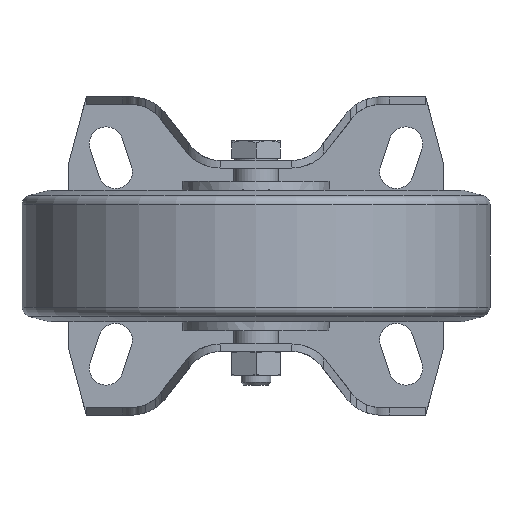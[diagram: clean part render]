
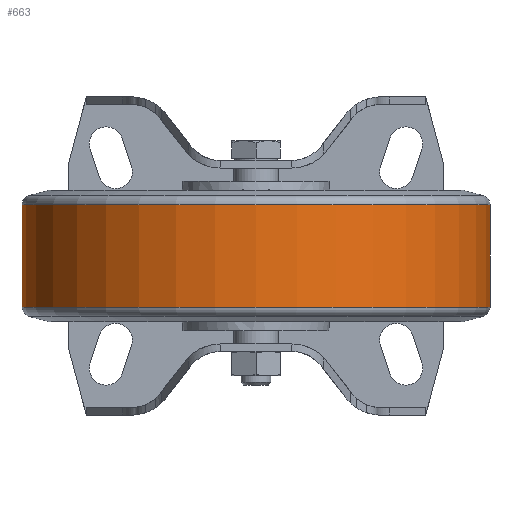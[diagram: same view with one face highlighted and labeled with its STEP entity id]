
A CAD part, front view. The second image highlights one B-rep face of the part: STEP entity #663.
In plain terms, the highlighted cylindrical face has radius 62.5 mm (diameter 125 mm), a full revolution.
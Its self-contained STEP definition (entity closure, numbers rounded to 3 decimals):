
#663 = ADVANCED_FACE( '', ( #1505, #1506 ), #1507, .T. );
#1505 = FACE_OUTER_BOUND( '', #2629, .T. );
#1506 = FACE_OUTER_BOUND( '', #2630, .T. );
#1507 = CYLINDRICAL_SURFACE( '', #2631, 62.5 );
#2629 = EDGE_LOOP( '', ( #4223 ) );
#2630 = EDGE_LOOP( '', ( #4224 ) );
#2631 = AXIS2_PLACEMENT_3D( '', #4225, #4226, #4227 );
#4223 = ORIENTED_EDGE( '', *, *, #6928, .T. );
#4224 = ORIENTED_EDGE( '', *, *, #6892, .F. );
#4225 = CARTESIAN_POINT( '', ( 37.5, 0., 0. ) );
#4226 = DIRECTION( '', ( -1., 0., 0. ) );
#4227 = DIRECTION( '', ( 0., 0., -1. ) );
#6892 = EDGE_CURVE( '', #8305, #8305, #8306, .T. );
#6928 = EDGE_CURVE( '', #8364, #8364, #8365, .T. );
#8305 = VERTEX_POINT( '', #10442 );
#8306 = CIRCLE( '', #10443, 62.5 );
#8364 = VERTEX_POINT( '', #10528 );
#8365 = CIRCLE( '', #10529, 62.5 );
#10442 = CARTESIAN_POINT( '', ( 33.706, 0., -62.5 ) );
#10443 = AXIS2_PLACEMENT_3D( '', #12752, #12753, #12754 );
#10528 = CARTESIAN_POINT( '', ( 6.294, 0., -62.5 ) );
#10529 = AXIS2_PLACEMENT_3D( '', #12794, #12795, #12796 );
#12752 = CARTESIAN_POINT( '', ( 33.706, 0., 0. ) );
#12753 = DIRECTION( '', ( 1., 0., 0. ) );
#12754 = DIRECTION( '', ( 0., 0., -1. ) );
#12794 = CARTESIAN_POINT( '', ( 6.294, 0., 0. ) );
#12795 = DIRECTION( '', ( 1., 0., 0. ) );
#12796 = DIRECTION( '', ( 0., 0., -1. ) );
